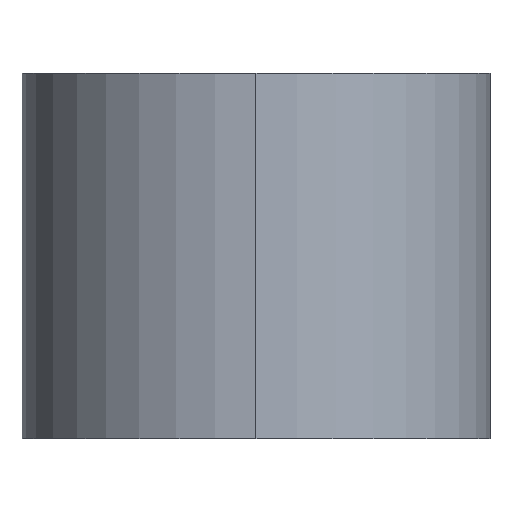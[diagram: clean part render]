
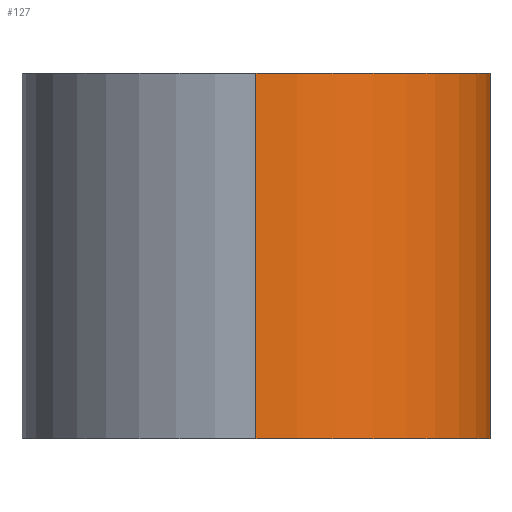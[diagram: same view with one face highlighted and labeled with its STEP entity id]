
A CAD part, left-side view. The second image highlights one B-rep face of the part: STEP entity #127.
In plain terms, the highlighted cylindrical face has radius 32 mm (diameter 64 mm), a partial arc.
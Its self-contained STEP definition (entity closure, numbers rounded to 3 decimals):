
#17 = ORIENTED_EDGE ( 'NONE', *, *, #165, .F. ) ;
#77 = CARTESIAN_POINT ( 'NONE',  ( 0., 0., 25. ) ) ;
#82 = DIRECTION ( 'NONE',  ( 0., 0., 1. ) ) ;
#91 = VECTOR ( 'NONE', #850, 1000. ) ;
#106 = EDGE_CURVE ( 'NONE', #328, #814, #291, .T. ) ;
#127 = ADVANCED_FACE ( 'NONE', ( #294 ), #811, .T. ) ;
#158 = DIRECTION ( 'NONE',  ( 0., 0., -1. ) ) ;
#165 = EDGE_CURVE ( 'NONE', #784, #814, #483, .T. ) ;
#285 = EDGE_LOOP ( 'NONE', ( #536, #720, #808, #17 ) ) ;
#291 = CIRCLE ( 'NONE', #1129, 32. ) ;
#294 = FACE_OUTER_BOUND ( 'NONE', #285, .T. ) ;
#328 = VERTEX_POINT ( 'NONE', #562 ) ;
#389 = CARTESIAN_POINT ( 'NONE',  ( 0., -32., 25. ) ) ;
#483 = LINE ( 'NONE', #389, #91 ) ;
#536 = ORIENTED_EDGE ( 'NONE', *, *, #929, .F. ) ;
#557 = DIRECTION ( 'NONE',  ( -1., 0., 0. ) ) ;
#562 = CARTESIAN_POINT ( 'NONE',  ( -32., 0., -25. ) ) ;
#602 = CARTESIAN_POINT ( 'NONE',  ( -32., 0., 25. ) ) ;
#636 = AXIS2_PLACEMENT_3D ( 'NONE', #77, #756, #681 ) ;
#642 = DIRECTION ( 'NONE',  ( 0., 0., -1. ) ) ;
#681 = DIRECTION ( 'NONE',  ( 1., 0., 0. ) ) ;
#700 = DIRECTION ( 'NONE',  ( 1., 0., 0. ) ) ;
#720 = ORIENTED_EDGE ( 'NONE', *, *, #965, .T. ) ;
#733 = CARTESIAN_POINT ( 'NONE',  ( 0., -32., 25. ) ) ;
#744 = CARTESIAN_POINT ( 'NONE',  ( 0., 0., 25. ) ) ;
#756 = DIRECTION ( 'NONE',  ( 0., 0., 1. ) ) ;
#763 = LINE ( 'NONE', #602, #1016 ) ;
#774 = CARTESIAN_POINT ( 'NONE',  ( 0., 0., -25. ) ) ;
#784 = VERTEX_POINT ( 'NONE', #733 ) ;
#808 = ORIENTED_EDGE ( 'NONE', *, *, #106, .T. ) ;
#811 = CYLINDRICAL_SURFACE ( 'NONE', #1069, 32. ) ;
#814 = VERTEX_POINT ( 'NONE', #1096 ) ;
#850 = DIRECTION ( 'NONE',  ( 0., 0., -1. ) ) ;
#864 = CARTESIAN_POINT ( 'NONE',  ( -32., 0., 25. ) ) ;
#929 = EDGE_CURVE ( 'NONE', #1059, #784, #1034, .T. ) ;
#965 = EDGE_CURVE ( 'NONE', #1059, #328, #763, .T. ) ;
#1016 = VECTOR ( 'NONE', #158, 1000. ) ;
#1034 = CIRCLE ( 'NONE', #636, 32. ) ;
#1059 = VERTEX_POINT ( 'NONE', #864 ) ;
#1069 = AXIS2_PLACEMENT_3D ( 'NONE', #744, #642, #557 ) ;
#1096 = CARTESIAN_POINT ( 'NONE',  ( 0., -32., -25. ) ) ;
#1129 = AXIS2_PLACEMENT_3D ( 'NONE', #774, #82, #700 ) ;
